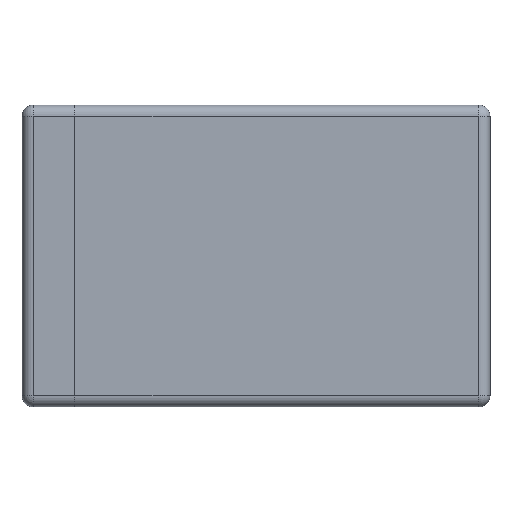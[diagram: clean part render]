
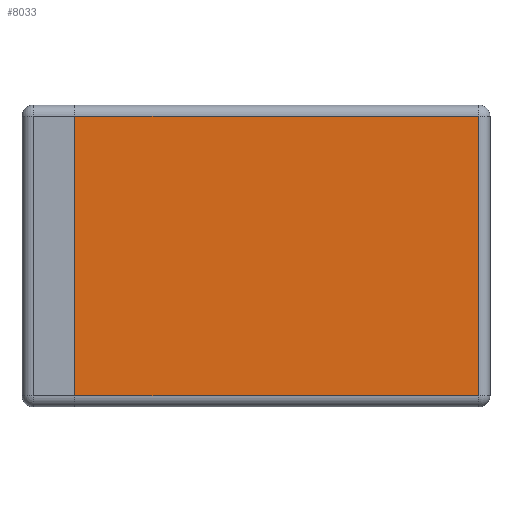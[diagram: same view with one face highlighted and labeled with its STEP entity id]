
A CAD part, front view. The second image highlights one B-rep face of the part: STEP entity #8033.
In plain terms, the highlighted planar face has unit normal (0, -1, 0).
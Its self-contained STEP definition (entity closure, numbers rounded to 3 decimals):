
#866 = LINE ( 'NONE', #2154, #1976 ) ;
#1332 = VERTEX_POINT ( 'NONE', #8093 ) ;
#1976 = VECTOR ( 'NONE', #10661, 1000. ) ;
#2154 = CARTESIAN_POINT ( 'NONE',  ( -19.605, 0., 30.872 ) ) ;
#2848 = VECTOR ( 'NONE', #8363, 1000. ) ;
#2864 = CARTESIAN_POINT ( 'NONE',  ( -19.605, 0., 29.372 ) ) ;
#3178 = ORIENTED_EDGE ( 'NONE', *, *, #6047, .T. ) ;
#3759 = LINE ( 'NONE', #6056, #10213 ) ;
#4018 = LINE ( 'NONE', #2864, #2848 ) ;
#4359 = PLANE ( 'NONE',  #14056 ) ;
#4708 = VERTEX_POINT ( 'NONE', #11885 ) ;
#5512 = EDGE_CURVE ( 'NONE', #5683, #1332, #866, .T. ) ;
#5683 = VERTEX_POINT ( 'NONE', #6419 ) ;
#6047 = EDGE_CURVE ( 'NONE', #12130, #1332, #4018, .T. ) ;
#6056 = CARTESIAN_POINT ( 'NONE',  ( 33.895, 0., 30.872 ) ) ;
#6419 = CARTESIAN_POINT ( 'NONE',  ( -19.605, 0., -7.628 ) ) ;
#6429 = LINE ( 'NONE', #6568, #12236 ) ;
#6568 = CARTESIAN_POINT ( 'NONE',  ( 35.395, 0., -7.628 ) ) ;
#6630 = DIRECTION ( 'NONE',  ( 0., -1., 0. ) ) ;
#8032 = EDGE_CURVE ( 'NONE', #5683, #4708, #6429, .T. ) ;
#8033 = ADVANCED_FACE ( 'NONE', ( #9640 ), #4359, .T. ) ;
#8093 = CARTESIAN_POINT ( 'NONE',  ( -19.605, 0., 29.372 ) ) ;
#8363 = DIRECTION ( 'NONE',  ( -1., 0., 0. ) ) ;
#8553 = CARTESIAN_POINT ( 'NONE',  ( 0., 0., 0. ) ) ;
#8844 = DIRECTION ( 'NONE',  ( 0., 0., -1. ) ) ;
#9194 = DIRECTION ( 'NONE',  ( 0., 0., 1. ) ) ;
#9640 = FACE_OUTER_BOUND ( 'NONE', #11237, .T. ) ;
#9782 = DIRECTION ( 'NONE',  ( 1., 0., 0. ) ) ;
#9824 = EDGE_CURVE ( 'NONE', #4708, #12130, #3759, .T. ) ;
#10213 = VECTOR ( 'NONE', #9194, 1000. ) ;
#10242 = ORIENTED_EDGE ( 'NONE', *, *, #9824, .T. ) ;
#10661 = DIRECTION ( 'NONE',  ( 0., 0., 1. ) ) ;
#10767 = ORIENTED_EDGE ( 'NONE', *, *, #5512, .F. ) ;
#10891 = ORIENTED_EDGE ( 'NONE', *, *, #8032, .T. ) ;
#11084 = CARTESIAN_POINT ( 'NONE',  ( 33.895, 0., 29.372 ) ) ;
#11237 = EDGE_LOOP ( 'NONE', ( #10242, #3178, #10767, #10891 ) ) ;
#11885 = CARTESIAN_POINT ( 'NONE',  ( 33.895, 0., -7.628 ) ) ;
#12130 = VERTEX_POINT ( 'NONE', #11084 ) ;
#12236 = VECTOR ( 'NONE', #9782, 1000. ) ;
#14056 = AXIS2_PLACEMENT_3D ( 'NONE', #8553, #6630, #8844 ) ;
